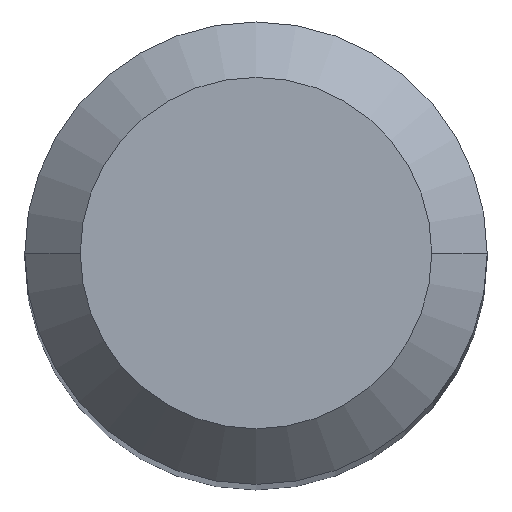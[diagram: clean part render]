
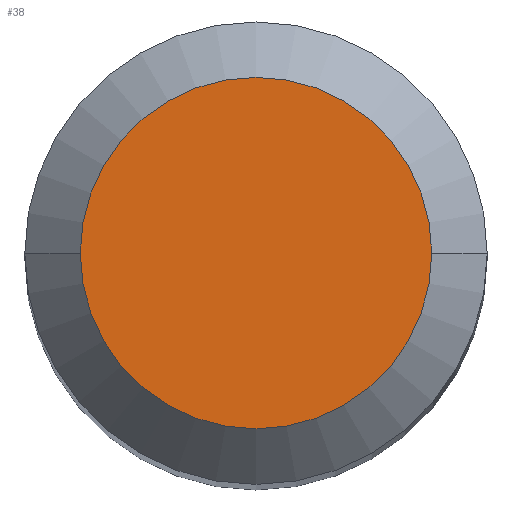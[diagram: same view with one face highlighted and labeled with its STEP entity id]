
A CAD part, top view. The second image highlights one B-rep face of the part: STEP entity #38.
In plain terms, the highlighted planar face has unit normal (0, 0, 1).
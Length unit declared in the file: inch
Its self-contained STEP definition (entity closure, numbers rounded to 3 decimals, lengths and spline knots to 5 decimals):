
#5 = CARTESIAN_POINT ( 'NONE',  ( 0., 0., 0. ) ) ;
#10 = DIRECTION ( 'NONE',  ( 1., 0., 0. ) ) ;
#38 = ADVANCED_FACE ( 'NONE', ( #412 ), #85, .F. ) ;
#53 = CARTESIAN_POINT ( 'NONE',  ( 0., 0.0475, 0. ) ) ;
#72 = CIRCLE ( 'NONE', #389, 0.0475 ) ;
#85 = PLANE ( 'NONE',  #314 ) ;
#112 = CARTESIAN_POINT ( 'NONE',  ( 0., 0., 0. ) ) ;
#119 = ORIENTED_EDGE ( 'NONE', *, *, #386, .T. ) ;
#139 = CARTESIAN_POINT ( 'NONE',  ( -0.0475, 0., 0. ) ) ;
#151 = VERTEX_POINT ( 'NONE', #139 ) ;
#195 = AXIS2_PLACEMENT_3D ( 'NONE', #5, #439, #10 ) ;
#205 = VERTEX_POINT ( 'NONE', #421 ) ;
#226 = DIRECTION ( 'NONE',  ( -1., 0., 0. ) ) ;
#298 = DIRECTION ( 'NONE',  ( 0., 0., 1. ) ) ;
#314 = AXIS2_PLACEMENT_3D ( 'NONE', #53, #414, #226 ) ;
#329 = CIRCLE ( 'NONE', #195, 0.0475 ) ;
#364 = ORIENTED_EDGE ( 'NONE', *, *, #441, .T. ) ;
#386 = EDGE_CURVE ( 'NONE', #205, #151, #329, .T. ) ;
#389 = AXIS2_PLACEMENT_3D ( 'NONE', #112, #298, #446 ) ;
#412 = FACE_OUTER_BOUND ( 'NONE', #440, .T. ) ;
#414 = DIRECTION ( 'NONE',  ( 0., 0., -1. ) ) ;
#421 = CARTESIAN_POINT ( 'NONE',  ( 0.0475, 0., 0. ) ) ;
#439 = DIRECTION ( 'NONE',  ( 0., 0., 1. ) ) ;
#440 = EDGE_LOOP ( 'NONE', ( #364, #119 ) ) ;
#441 = EDGE_CURVE ( 'NONE', #151, #205, #72, .T. ) ;
#446 = DIRECTION ( 'NONE',  ( 1., 0., 0. ) ) ;
